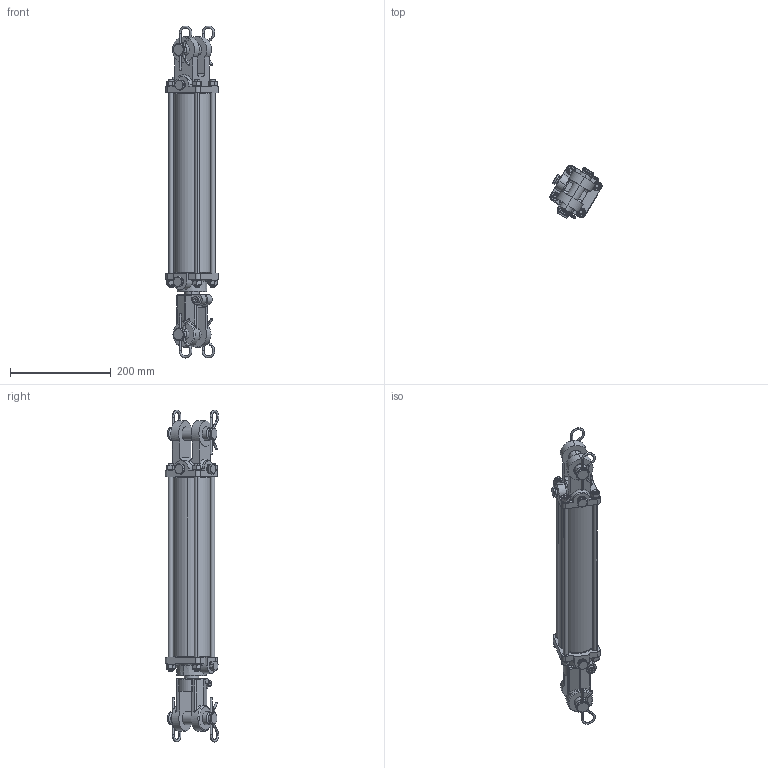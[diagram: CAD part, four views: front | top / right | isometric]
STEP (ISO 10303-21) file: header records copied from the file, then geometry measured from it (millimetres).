
FILE_DESCRIPTION (( 'STEP AP214' ), '1' );
FILE_NAME ('TRC 2.5-12.STEP', '2023-08-18T11:59:40', ( '' ), ( '' ), 'SwSTEP 2.0', 'SolidWorks 2014', '' );
FILE_SCHEMA (( 'AUTOMOTIVE_DESIGN' ));
Length unit declared in the file: millimetre
Products named in the file (17): 鏡錪諘; ﾊﾐ ﾏﾅﾐ; 櫻蠉錪-7; 櫻蠉錪-3; âèëêà çàäíÿÿ; ﾏ琿褻-1; Ãàéêà Ì8-6H ÃÎÑÒ 5915-70; 櫻蠉錪21; Ãàéêà Ì10x1-6H (S16) ÃÎÑÒ 5915-70; ﾘ琺矜 A 8.37 ﾃﾎﾑﾒ 10450-78; Âèíò ñ öèëèíäðè÷åñêîé ãîëîâêîé è øåñòèãðàííûì óãëóáëåíèåì ïîä êëþ÷ ÃÎÑÒ Ð ÈÑÎ 12474 - Ì8 x 1 x 50; ﾘ琺矜 A 10.37 ﾃﾎﾑﾒ 10450-78; ﾏ琿褻; TRC 2.5-12; 櫻蠉錪-5; 栖闉罻; 櫻蠉錪
Assembly tree (36 placements, depth 3):
  櫻蠉錪-7
  TRC 2.5-12
    栖闉罻  x2
      櫻蠉錪
      ﾏ琿褻-1
    ﾏ琿褻  x3
    Ãàéêà Ì8-6H ÃÎÑÒ 5915-70
    ﾘ琺矜 A 8.37 ﾃﾎﾑﾒ 10450-78
    Âèíò ñ öèëèíäðè÷åñêîé ãîëîâêîé è øåñòèãðàííûì óãëóáëåíèåì ïîä êëþ÷ ÃÎÑÒ Ð ÈÑÎ 12474 - Ì8 x 1 x 50
    櫻蠉錪-3
    櫻蠉錪-5  x4
    櫻蠉錪21
    Ãàéêà Ì10x1-6H (S16) ÃÎÑÒ 5915-70  x8
    ﾘ琺矜 A 10.37 ﾃﾎﾑﾒ 10450-78  x8
    ﾊﾐ ﾏﾅﾐ
    鏡錪諘
    âèëêà çàäíÿÿ
Bounding box: 103.96 x 105.66 x 659.48 mm (x, y, z)
Volume: 1482503.5 mm3; surface area: 410014.4 mm2
Topology: 37 solids, 37 shells, 767 faces, 1779 edges, 1089 vertices
Faces by surface type: cylinder 271, plane 215, cone 191, torus 76, bspline 14
Entity records: 15025 total; most frequent: CARTESIAN_POINT 4098, DIRECTION 2295, ORIENTED_EDGE 2044, EDGE_CURVE 1022, AXIS2_PLACEMENT_3D 937, VERTEX_POINT 629, EDGE_LOOP 487, CIRCLE 482
